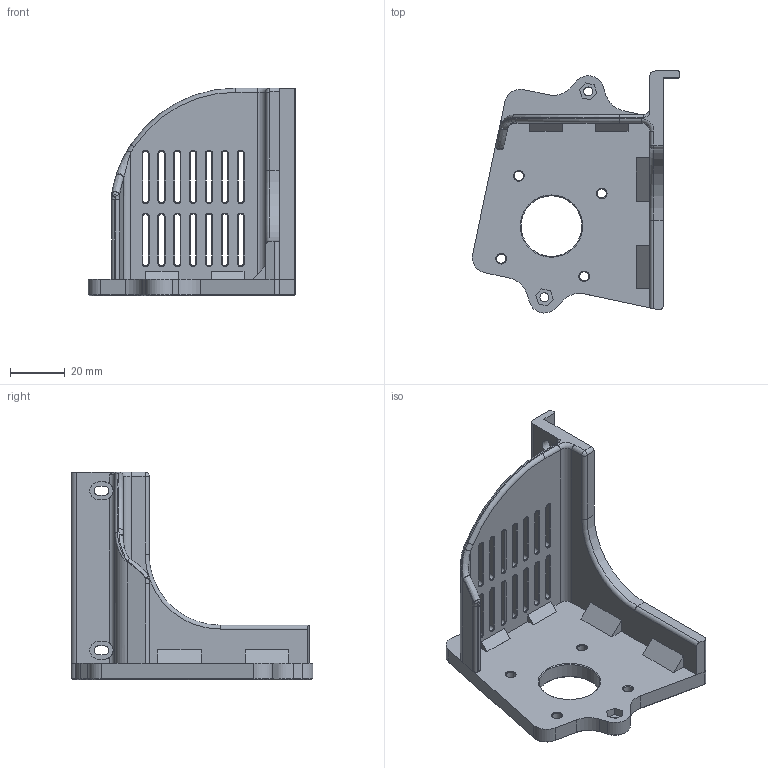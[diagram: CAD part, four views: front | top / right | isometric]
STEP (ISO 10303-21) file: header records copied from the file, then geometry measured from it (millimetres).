
FILE_DESCRIPTION(('FreeCAD Model'),'2;1');
FILE_NAME('feeder_mount.v04.step','2016-11-28T22:30:54',('Author'),(''), 'Open CASCADE STEP processor 6.8','FreeCAD','Unknown');
FILE_SCHEMA(('AUTOMOTIVE_DESIGN_CC2 { 1 2 10303 214 -1 1 5 4 }'));
Length unit declared in the file: millimetre
Products named in the file (2): ASSEMBLY; feeder_mount.v04
Assembly tree (1 placements, depth 2):
  ASSEMBLY
    feeder_mount.v04
Bounding box: 75.9 x 88.44 x 76 mm (x, y, z)
Volume: 51781.2 mm3; surface area: 26348.4 mm2
Topology: 1 solids, 1 shells, 347 faces, 846 edges, 503 vertices
Faces by surface type: plane 176, cone 81, cylinder 74, bspline 10, torus 5, revolution 1
Full cylindrical faces by diameter (mm): 3.3 x6, 22.2 x1
Entity records: 23971 total; most frequent: CARTESIAN_POINT 7425, DIRECTION 2948, LINE 1752, VECTOR 1752, ORIENTED_EDGE 1692, PCURVE 1692, DEFINITIONAL_REPRESENTATION 1692, EDGE_CURVE 846
